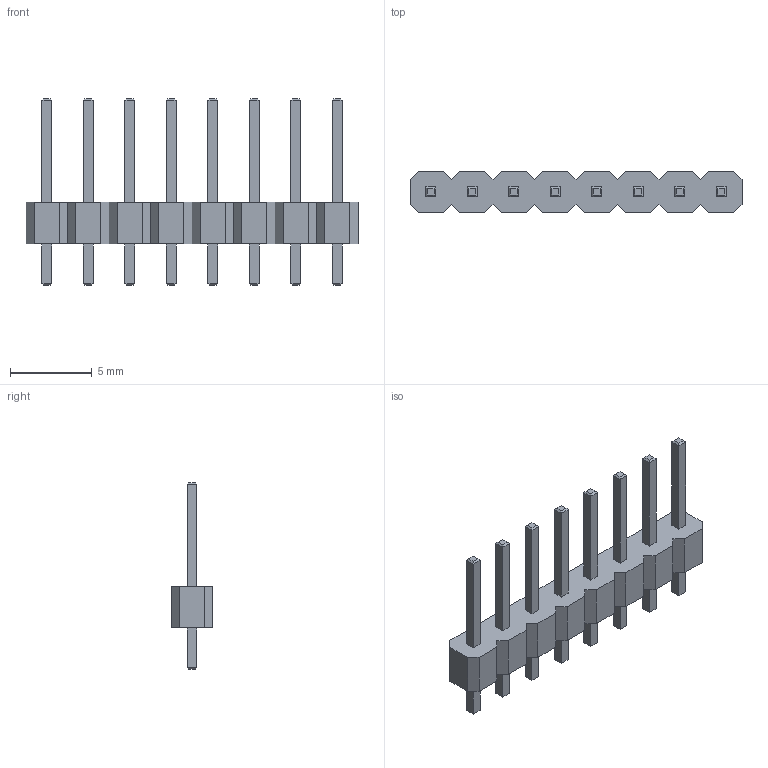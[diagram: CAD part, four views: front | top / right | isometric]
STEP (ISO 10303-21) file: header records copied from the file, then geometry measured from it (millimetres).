
FILE_DESCRIPTION (( 'STEP AP214' ), '1' );
FILE_NAME ('PLS-8.STEP', '2021-12-27T18:45:10', ( 'Elessar' ), ( '' ), 'SwSTEP 2.0', 'SolidWorks 2018', '' );
FILE_SCHEMA (( 'AUTOMOTIVE_DESIGN' ));
Length unit declared in the file: millimetre
Products named in the file (1): PLS-8
Bounding box: 20.32 x 2.54 x 11.44 mm (x, y, z)
Volume: 146.4 mm3; surface area: 391.5 mm2
Topology: 1 solids, 1 shells, 196 faces, 470 edges, 292 vertices
Faces by surface type: plane 196
Entity records: 7661 total; most frequent: CARTESIAN_POINT 959, ORIENTED_EDGE 940, DIRECTION 864, VECTOR 470, EDGE_CURVE 470, LINE 470, VERTEX_POINT 292, EDGE_LOOP 212
